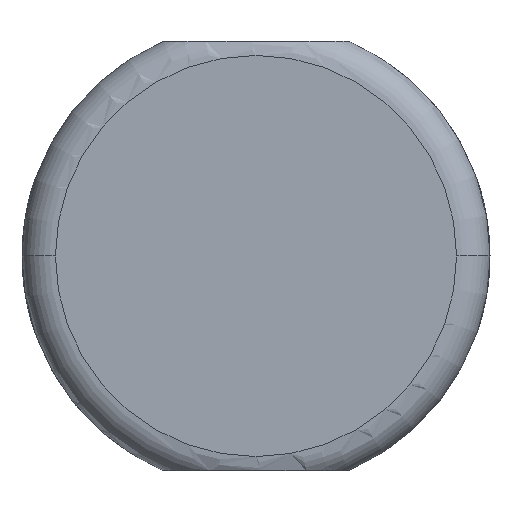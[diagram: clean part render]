
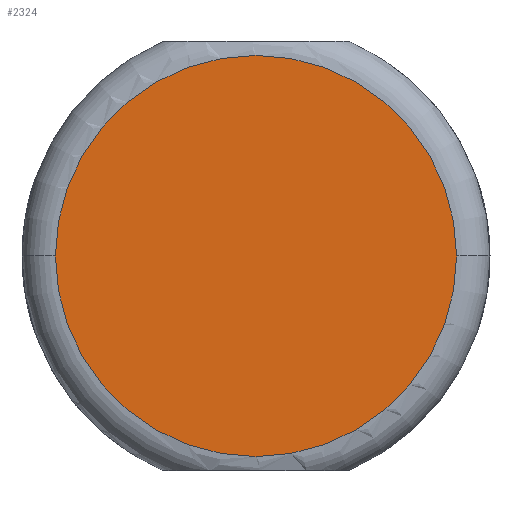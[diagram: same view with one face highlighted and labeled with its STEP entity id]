
A CAD part, front view. The second image highlights one B-rep face of the part: STEP entity #2324.
In plain terms, the highlighted planar face has unit normal (0, -1, 0).
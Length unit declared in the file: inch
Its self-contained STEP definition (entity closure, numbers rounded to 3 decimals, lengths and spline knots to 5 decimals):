
#182 = AXIS2_PLACEMENT_3D ( 'NONE', #2409, #1167, #3158 ) ;
#296 = FACE_OUTER_BOUND ( 'NONE', #1207, .T. ) ;
#427 = CARTESIAN_POINT ( 'NONE',  ( 0., 0.33, 0. ) ) ;
#437 = ORIENTED_EDGE ( 'NONE', *, *, #2097, .F. ) ;
#554 = VERTEX_POINT ( 'NONE', #1050 ) ;
#618 = PLANE ( 'NONE',  #182 ) ;
#914 = DIRECTION ( 'NONE',  ( 0., 1., 0. ) ) ;
#1050 = CARTESIAN_POINT ( 'NONE',  ( -1.05, 0.33, 0. ) ) ;
#1135 = AXIS2_PLACEMENT_3D ( 'NONE', #427, #914, #1883 ) ;
#1167 = DIRECTION ( 'NONE',  ( 0., -1., 0. ) ) ;
#1207 = EDGE_LOOP ( 'NONE', ( #1324, #437 ) ) ;
#1324 = ORIENTED_EDGE ( 'NONE', *, *, #2055, .F. ) ;
#1452 = CARTESIAN_POINT ( 'NONE',  ( 0., 0.33, 0. ) ) ;
#1600 = CARTESIAN_POINT ( 'NONE',  ( 1.05, 0.33, 0. ) ) ;
#1684 = CIRCLE ( 'NONE', #1135, 1.05 ) ;
#1875 = CIRCLE ( 'NONE', #1905, 1.05 ) ;
#1883 = DIRECTION ( 'NONE',  ( -1., 0., 0. ) ) ;
#1905 = AXIS2_PLACEMENT_3D ( 'NONE', #1452, #2460, #2702 ) ;
#2055 = EDGE_CURVE ( 'NONE', #554, #2285, #1684, .T. ) ;
#2097 = EDGE_CURVE ( 'NONE', #2285, #554, #1875, .T. ) ;
#2285 = VERTEX_POINT ( 'NONE', #1600 ) ;
#2324 = ADVANCED_FACE ( 'NONE', ( #296 ), #618, .T. ) ;
#2409 = CARTESIAN_POINT ( 'NONE',  ( 0., 0.33, 0. ) ) ;
#2460 = DIRECTION ( 'NONE',  ( 0., 1., 0. ) ) ;
#2702 = DIRECTION ( 'NONE',  ( -1., 0., 0. ) ) ;
#3158 = DIRECTION ( 'NONE',  ( 1., 0., 0. ) ) ;
